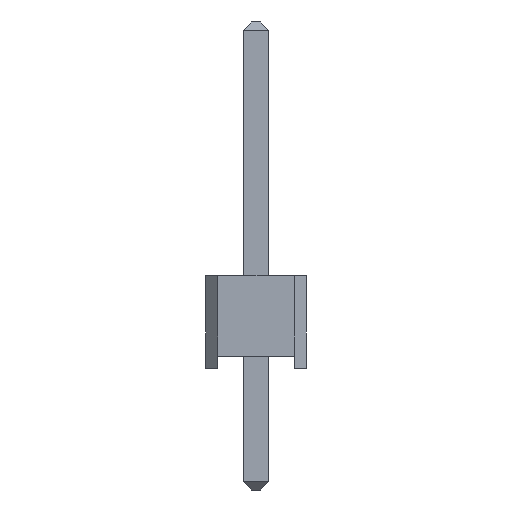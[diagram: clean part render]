
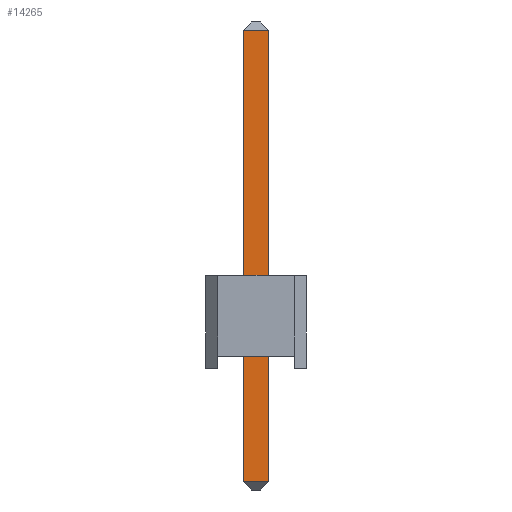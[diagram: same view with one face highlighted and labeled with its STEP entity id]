
A CAD part, left-side view. The second image highlights one B-rep face of the part: STEP entity #14265.
In plain terms, the highlighted planar face has unit normal (-1, 0, 0).
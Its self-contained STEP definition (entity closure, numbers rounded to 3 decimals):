
#13912 = PLANE('',#13913);
#13913 = AXIS2_PLACEMENT_3D('',#13914,#13915,#13916);
#13914 = CARTESIAN_POINT('',(-0.32,0.32,-3.));
#13915 = DIRECTION('',(-0.,1.,0.));
#13916 = DIRECTION('',(0.,0.,1.));
#13937 = VERTEX_POINT('',#13938);
#13938 = CARTESIAN_POINT('',(-0.32,0.32,-2.8));
#13964 = EDGE_CURVE('',#13937,#13965,#13967,.T.);
#13965 = VERTEX_POINT('',#13966);
#13966 = CARTESIAN_POINT('',(-0.32,0.32,8.34));
#13967 = SURFACE_CURVE('',#13968,(#13972,#13979),.PCURVE_S1.);
#13968 = LINE('',#13969,#13970);
#13969 = CARTESIAN_POINT('',(-0.32,0.32,-3.));
#13970 = VECTOR('',#13971,1.);
#13971 = DIRECTION('',(0.,-0.,1.));
#13972 = PCURVE('',#13912,#13973);
#13973 = DEFINITIONAL_REPRESENTATION('',(#13974),#13978);
#13974 = LINE('',#13975,#13976);
#13975 = CARTESIAN_POINT('',(0.,0.));
#13976 = VECTOR('',#13977,1.);
#13977 = DIRECTION('',(1.,0.));
#13978 = ( GEOMETRIC_REPRESENTATION_CONTEXT(2) 
PARAMETRIC_REPRESENTATION_CONTEXT() REPRESENTATION_CONTEXT('2D SPACE',''
  ) );
#13979 = PCURVE('',#13980,#13985);
#13980 = PLANE('',#13981);
#13981 = AXIS2_PLACEMENT_3D('',#13982,#13983,#13984);
#13982 = CARTESIAN_POINT('',(-0.32,-0.32,-3.));
#13983 = DIRECTION('',(-1.,0.,0.));
#13984 = DIRECTION('',(0.,0.,1.));
#13985 = DEFINITIONAL_REPRESENTATION('',(#13986),#13990);
#13986 = LINE('',#13987,#13988);
#13987 = CARTESIAN_POINT('',(0.,0.64));
#13988 = VECTOR('',#13989,1.);
#13989 = DIRECTION('',(1.,0.));
#13990 = ( GEOMETRIC_REPRESENTATION_CONTEXT(2) 
PARAMETRIC_REPRESENTATION_CONTEXT() REPRESENTATION_CONTEXT('2D SPACE',''
  ) );
#14092 = PLANE('',#14093);
#14093 = AXIS2_PLACEMENT_3D('',#14094,#14095,#14096);
#14094 = CARTESIAN_POINT('',(-0.22,-0.32,-2.9));
#14095 = DIRECTION('',(0.707,0.,0.707));
#14096 = DIRECTION('',(0.707,0.,-0.707));
#14125 = PLANE('',#14126);
#14126 = AXIS2_PLACEMENT_3D('',#14127,#14128,#14129);
#14127 = CARTESIAN_POINT('',(0.32,-0.32,-3.));
#14128 = DIRECTION('',(0.,-1.,0.));
#14129 = DIRECTION('',(0.,-0.,-1.));
#14205 = PLANE('',#14206);
#14206 = AXIS2_PLACEMENT_3D('',#14207,#14208,#14209);
#14207 = CARTESIAN_POINT('',(-0.22,-0.32,8.44));
#14208 = DIRECTION('',(-0.707,0.,0.707));
#14209 = DIRECTION('',(0.707,0.,0.707));
#14265 = ADVANCED_FACE('',(#14266),#13980,.T.);
#14266 = FACE_BOUND('',#14267,.T.);
#14267 = EDGE_LOOP('',(#14268,#14269,#14292,#14315));
#14268 = ORIENTED_EDGE('',*,*,#13964,.F.);
#14269 = ORIENTED_EDGE('',*,*,#14270,.T.);
#14270 = EDGE_CURVE('',#13937,#14271,#14273,.T.);
#14271 = VERTEX_POINT('',#14272);
#14272 = CARTESIAN_POINT('',(-0.32,-0.32,-2.8));
#14273 = SURFACE_CURVE('',#14274,(#14278,#14285),.PCURVE_S1.);
#14274 = LINE('',#14275,#14276);
#14275 = CARTESIAN_POINT('',(-0.32,-0.32,-2.8));
#14276 = VECTOR('',#14277,1.);
#14277 = DIRECTION('',(-0.,-1.,0.));
#14278 = PCURVE('',#13980,#14279);
#14279 = DEFINITIONAL_REPRESENTATION('',(#14280),#14284);
#14280 = LINE('',#14281,#14282);
#14281 = CARTESIAN_POINT('',(0.2,0.));
#14282 = VECTOR('',#14283,1.);
#14283 = DIRECTION('',(0.,-1.));
#14284 = ( GEOMETRIC_REPRESENTATION_CONTEXT(2) 
PARAMETRIC_REPRESENTATION_CONTEXT() REPRESENTATION_CONTEXT('2D SPACE',''
  ) );
#14285 = PCURVE('',#14092,#14286);
#14286 = DEFINITIONAL_REPRESENTATION('',(#14287),#14291);
#14287 = LINE('',#14288,#14289);
#14288 = CARTESIAN_POINT('',(-0.141,0.));
#14289 = VECTOR('',#14290,1.);
#14290 = DIRECTION('',(-0.,-1.));
#14291 = ( GEOMETRIC_REPRESENTATION_CONTEXT(2) 
PARAMETRIC_REPRESENTATION_CONTEXT() REPRESENTATION_CONTEXT('2D SPACE',''
  ) );
#14292 = ORIENTED_EDGE('',*,*,#14293,.T.);
#14293 = EDGE_CURVE('',#14271,#14294,#14296,.T.);
#14294 = VERTEX_POINT('',#14295);
#14295 = CARTESIAN_POINT('',(-0.32,-0.32,8.34));
#14296 = SURFACE_CURVE('',#14297,(#14301,#14308),.PCURVE_S1.);
#14297 = LINE('',#14298,#14299);
#14298 = CARTESIAN_POINT('',(-0.32,-0.32,-3.));
#14299 = VECTOR('',#14300,1.);
#14300 = DIRECTION('',(0.,0.,1.));
#14301 = PCURVE('',#13980,#14302);
#14302 = DEFINITIONAL_REPRESENTATION('',(#14303),#14307);
#14303 = LINE('',#14304,#14305);
#14304 = CARTESIAN_POINT('',(0.,0.));
#14305 = VECTOR('',#14306,1.);
#14306 = DIRECTION('',(1.,0.));
#14307 = ( GEOMETRIC_REPRESENTATION_CONTEXT(2) 
PARAMETRIC_REPRESENTATION_CONTEXT() REPRESENTATION_CONTEXT('2D SPACE',''
  ) );
#14308 = PCURVE('',#14125,#14309);
#14309 = DEFINITIONAL_REPRESENTATION('',(#14310),#14314);
#14310 = LINE('',#14311,#14312);
#14311 = CARTESIAN_POINT('',(-0.,-0.64));
#14312 = VECTOR('',#14313,1.);
#14313 = DIRECTION('',(-1.,0.));
#14314 = ( GEOMETRIC_REPRESENTATION_CONTEXT(2) 
PARAMETRIC_REPRESENTATION_CONTEXT() REPRESENTATION_CONTEXT('2D SPACE',''
  ) );
#14315 = ORIENTED_EDGE('',*,*,#14316,.T.);
#14316 = EDGE_CURVE('',#14294,#13965,#14317,.T.);
#14317 = SURFACE_CURVE('',#14318,(#14322,#14329),.PCURVE_S1.);
#14318 = LINE('',#14319,#14320);
#14319 = CARTESIAN_POINT('',(-0.32,-0.32,8.34));
#14320 = VECTOR('',#14321,1.);
#14321 = DIRECTION('',(0.,1.,-0.));
#14322 = PCURVE('',#13980,#14323);
#14323 = DEFINITIONAL_REPRESENTATION('',(#14324),#14328);
#14324 = LINE('',#14325,#14326);
#14325 = CARTESIAN_POINT('',(11.34,0.));
#14326 = VECTOR('',#14327,1.);
#14327 = DIRECTION('',(0.,1.));
#14328 = ( GEOMETRIC_REPRESENTATION_CONTEXT(2) 
PARAMETRIC_REPRESENTATION_CONTEXT() REPRESENTATION_CONTEXT('2D SPACE',''
  ) );
#14329 = PCURVE('',#14205,#14330);
#14330 = DEFINITIONAL_REPRESENTATION('',(#14331),#14335);
#14331 = LINE('',#14332,#14333);
#14332 = CARTESIAN_POINT('',(-0.141,0.));
#14333 = VECTOR('',#14334,1.);
#14334 = DIRECTION('',(0.,1.));
#14335 = ( GEOMETRIC_REPRESENTATION_CONTEXT(2) 
PARAMETRIC_REPRESENTATION_CONTEXT() REPRESENTATION_CONTEXT('2D SPACE',''
  ) );
